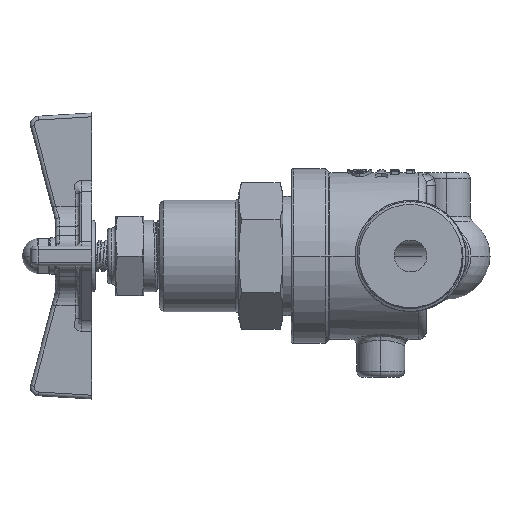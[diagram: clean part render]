
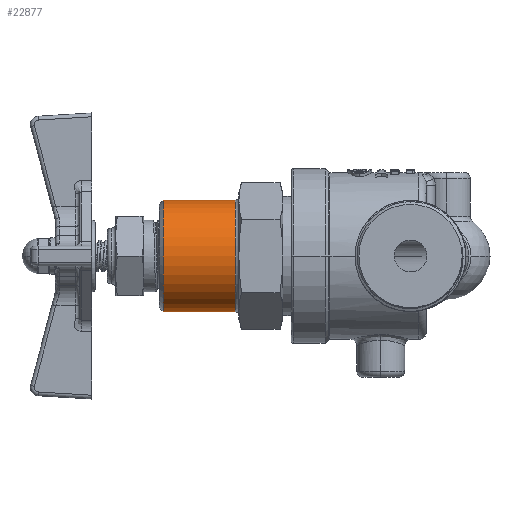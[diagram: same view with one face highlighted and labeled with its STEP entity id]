
A CAD part, left-side view. The second image highlights one B-rep face of the part: STEP entity #22877.
In plain terms, the highlighted cylindrical face has radius 22.225 mm (diameter 44.45 mm), a partial arc.
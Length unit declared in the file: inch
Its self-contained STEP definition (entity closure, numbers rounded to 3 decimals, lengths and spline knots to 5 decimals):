
#387 = CARTESIAN_POINT ( 'NONE',  ( 0., 0.1101, 0. ) ) ;
#1565 = ORIENTED_EDGE ( 'NONE', *, *, #44620, .T. ) ;
#2007 = ORIENTED_EDGE ( 'NONE', *, *, #6514, .F. ) ;
#2209 = VECTOR ( 'NONE', #15112, 39.37008 ) ;
#4809 = CARTESIAN_POINT ( 'NONE',  ( 0., 3.891, -0.875 ) ) ;
#6514 = EDGE_CURVE ( 'NONE', #29958, #16530, #40726, .T. ) ;
#7873 = CARTESIAN_POINT ( 'NONE',  ( 0., 2.761, -0.875 ) ) ;
#10191 = VECTOR ( 'NONE', #16921, 39.37008 ) ;
#10445 = ORIENTED_EDGE ( 'NONE', *, *, #33642, .T. ) ;
#10590 = CIRCLE ( 'NONE', #48261, 0.875 ) ;
#11575 = EDGE_CURVE ( 'Defeatured_0_489+Defeatured_0_488+Defeatured_0_488+Defeatured_0_488', #16530, #55734, #10590, .T. ) ;
#12022 = DIRECTION ( 'NONE',  ( 0., 0., -1. ) ) ;
#13525 = VERTEX_POINT ( 'NONE', #4809 ) ;
#14831 = DIRECTION ( 'NONE',  ( 0., -1., 0. ) ) ;
#15112 = DIRECTION ( 'NONE',  ( 0., -1., 0. ) ) ;
#16530 = VERTEX_POINT ( 'NONE', #18643 ) ;
#16921 = DIRECTION ( 'NONE',  ( 0., -1., 0. ) ) ;
#18643 = CARTESIAN_POINT ( 'NONE',  ( 0., 2.761, 0.875 ) ) ;
#20966 = DIRECTION ( 'NONE',  ( 0., -1., 0. ) ) ;
#21615 = AXIS2_PLACEMENT_3D ( 'NONE', #37657, #58206, #12022 ) ;
#22877 = ADVANCED_FACE ( 'Defeatured_0_488', ( #40862 ), #61429, .T. ) ;
#29958 = VERTEX_POINT ( 'NONE', #63560 ) ;
#33354 = ORIENTED_EDGE ( 'NONE', *, *, #11575, .F. ) ;
#33642 = EDGE_CURVE ( 'Defeatured_0_488+Defeatured_0_491+Defeatured_0_491+Defeatured_0_491', #29958, #13525, #50651, .T. ) ;
#35381 = DIRECTION ( 'NONE',  ( 0., 0., -1. ) ) ;
#37657 = CARTESIAN_POINT ( 'NONE',  ( 0., 3.891, 0. ) ) ;
#40726 = LINE ( 'NONE', #61294, #2209 ) ;
#40862 = FACE_OUTER_BOUND ( 'NONE', #60614, .T. ) ;
#40872 = AXIS2_PLACEMENT_3D ( 'NONE', #387, #20966, #41511 ) ;
#41511 = DIRECTION ( 'NONE',  ( 0., 0., -1. ) ) ;
#42535 = LINE ( 'NONE', #63110, #10191 ) ;
#44620 = EDGE_CURVE ( 'NONE', #13525, #55734, #42535, .T. ) ;
#48261 = AXIS2_PLACEMENT_3D ( 'NONE', #61011, #14831, #35381 ) ;
#50651 = CIRCLE ( 'NONE', #21615, 0.875 ) ;
#55734 = VERTEX_POINT ( 'NONE', #7873 ) ;
#58206 = DIRECTION ( 'NONE',  ( 0., -1., 0. ) ) ;
#60614 = EDGE_LOOP ( 'NONE', ( #2007, #10445, #1565, #33354 ) ) ;
#61011 = CARTESIAN_POINT ( 'NONE',  ( 0., 2.761, 0. ) ) ;
#61294 = CARTESIAN_POINT ( 'NONE',  ( 0., 0.1101, 0.875 ) ) ;
#61429 = CYLINDRICAL_SURFACE ( 'NONE', #40872, 0.875 ) ;
#63110 = CARTESIAN_POINT ( 'NONE',  ( 0., 0.1101, -0.875 ) ) ;
#63560 = CARTESIAN_POINT ( 'NONE',  ( 0., 3.891, 0.875 ) ) ;
